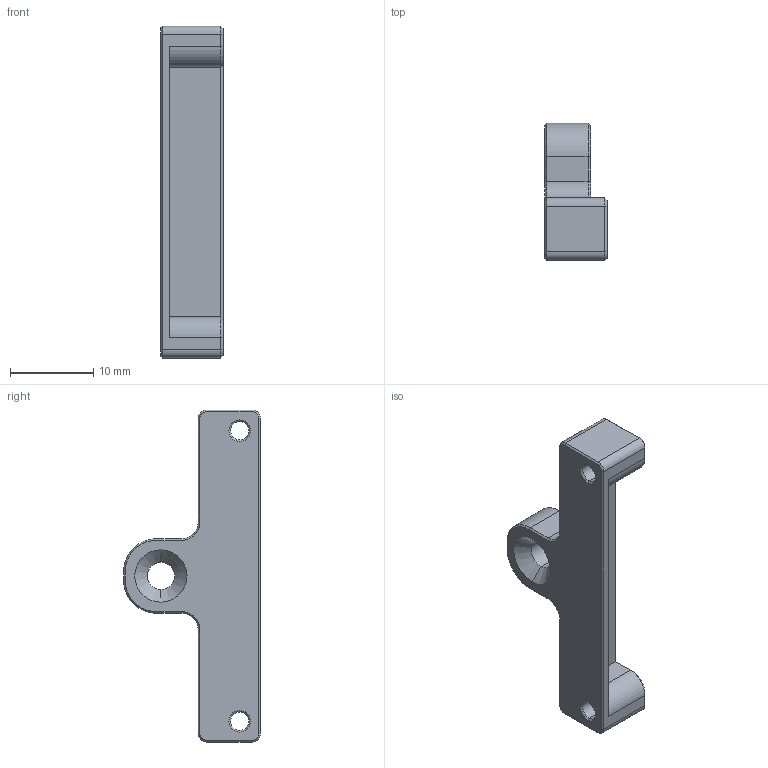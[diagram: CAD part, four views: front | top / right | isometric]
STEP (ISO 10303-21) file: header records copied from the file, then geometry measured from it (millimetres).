
FILE_DESCRIPTION (( 'STEP AP203' ), '1' );
FILE_NAME ('4010瑞圮假蚾殤2.STEP', '2021-08-04T04:28:08', ( '' ), ( '' ), 'SwSTEP 2.0', 'SolidWorks 2018', '' );
FILE_SCHEMA (( 'CONFIG_CONTROL_DESIGN' ));
Length unit declared in the file: millimetre
Products named in the file (1): 4010瑞圮假蚾殤2
Bounding box: 7.5 x 16.5 x 40 mm (x, y, z)
Volume: 1540.7 mm3; surface area: 1655.9 mm2
Topology: 1 solids, 1 shells, 77 faces, 179 edges, 104 vertices
Faces by surface type: plane 33, cone 28, cylinder 16
Entity records: 2240 total; most frequent: DIRECTION 393, CARTESIAN_POINT 371, ORIENTED_EDGE 358, EDGE_CURVE 179, AXIS2_PLACEMENT_3D 138, LINE 117, VECTOR 117, VERTEX_POINT 104
